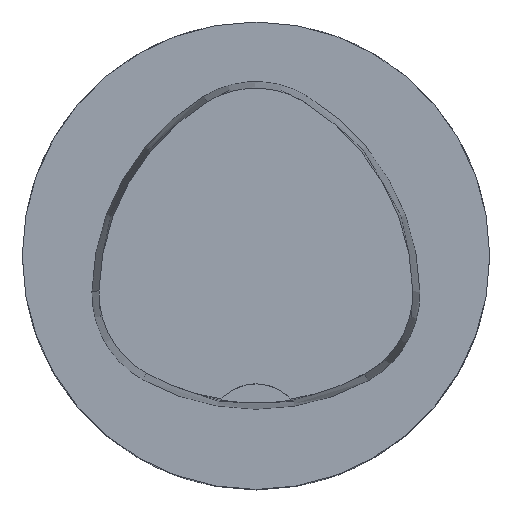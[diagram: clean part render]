
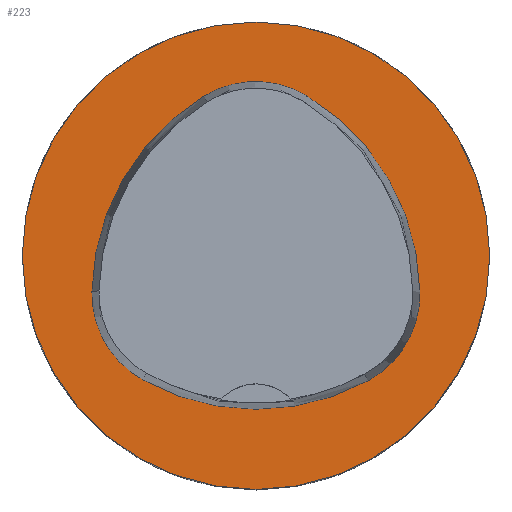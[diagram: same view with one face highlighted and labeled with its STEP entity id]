
A CAD part, top view. The second image highlights one B-rep face of the part: STEP entity #223.
In plain terms, the highlighted planar face has unit normal (0, 0, 1).
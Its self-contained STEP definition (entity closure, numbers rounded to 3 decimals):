
#223=ADVANCED_FACE('',(#267,#268),#247,.T.);
#247=PLANE('',#595);
#267=FACE_BOUND('',#286,.T.);
#268=FACE_BOUND('',#287,.T.);
#286=EDGE_LOOP('',(#353,#354,#355,#356,#357,#358));
#287=EDGE_LOOP('',(#359));
#353=ORIENTED_EDGE('',*,*,#506,.T.);
#354=ORIENTED_EDGE('',*,*,#486,.T.);
#355=ORIENTED_EDGE('',*,*,#490,.T.);
#356=ORIENTED_EDGE('',*,*,#493,.T.);
#357=ORIENTED_EDGE('',*,*,#496,.T.);
#358=ORIENTED_EDGE('',*,*,#504,.T.);
#359=ORIENTED_EDGE('',*,*,#509,.F.);
#443=VERTEX_POINT('',#786);
#444=VERTEX_POINT('',#787);
#447=VERTEX_POINT('',#795);
#449=VERTEX_POINT('',#801);
#451=VERTEX_POINT('',#807);
#458=VERTEX_POINT('',#828);
#459=VERTEX_POINT('',#838);
#486=EDGE_CURVE('',#443,#444,#549,.T.);
#490=EDGE_CURVE('',#444,#447,#551,.T.);
#493=EDGE_CURVE('',#447,#449,#553,.T.);
#496=EDGE_CURVE('',#449,#451,#555,.T.);
#504=EDGE_CURVE('',#451,#458,#559,.T.);
#506=EDGE_CURVE('',#458,#443,#561,.T.);
#509=EDGE_CURVE('',#459,#459,#564,.T.);
#549=CIRCLE('',#572,20.0);
#551=CIRCLE('',#575,8.5);
#553=CIRCLE('',#578,20.0);
#555=CIRCLE('',#581,8.5);
#559=CIRCLE('',#586,20.0);
#561=CIRCLE('',#589,8.5);
#564=CIRCLE('',#594,20.0);
#572=AXIS2_PLACEMENT_3D('',#785,#636,#637);
#575=AXIS2_PLACEMENT_3D('',#794,#644,#645);
#578=AXIS2_PLACEMENT_3D('',#800,#651,#652);
#581=AXIS2_PLACEMENT_3D('',#806,#658,#659);
#586=AXIS2_PLACEMENT_3D('',#829,#670,#671);
#589=AXIS2_PLACEMENT_3D('',#832,#676,#677);
#594=AXIS2_PLACEMENT_3D('',#837,#686,#687);
#595=AXIS2_PLACEMENT_3D('',#839,#688,#689);
#636=DIRECTION('',(0.0,0.0,-1.0));
#637=DIRECTION('',(-1.0,0.0,0.0));
#644=DIRECTION('',(0.0,0.0,-1.0));
#645=DIRECTION('',(-1.0,0.0,0.0));
#651=DIRECTION('',(0.0,0.0,-1.0));
#652=DIRECTION('',(-1.0,0.0,0.0));
#658=DIRECTION('',(0.0,0.0,-1.0));
#659=DIRECTION('',(-1.0,0.0,0.0));
#670=DIRECTION('',(0.0,0.0,-1.0));
#671=DIRECTION('',(-1.0,0.0,0.0));
#676=DIRECTION('',(0.0,0.0,-1.0));
#677=DIRECTION('',(-1.0,0.0,0.0));
#686=DIRECTION('',(0.0,0.0,-1.0));
#687=DIRECTION('',(-1.0,0.0,0.0));
#688=DIRECTION('',(0.0,0.0,1.0));
#689=DIRECTION('',(-1.0,0.0,0.0));
#785=CARTESIAN_POINT('',(5.955,-3.414,0.0));
#786=CARTESIAN_POINT('',(-14.041,-3.042,0.0));
#787=CARTESIAN_POINT('',(-4.472,13.653,0.0));
#794=CARTESIAN_POINT('',(-0.04,6.4,0.0));
#795=CARTESIAN_POINT('',(4.347,13.68,0.0));
#800=CARTESIAN_POINT('',(-5.976,-3.45,0.0));
#801=CARTESIAN_POINT('',(14.021,-3.075,0.0));
#806=CARTESIAN_POINT('',(5.522,-3.235,0.0));
#807=CARTESIAN_POINT('',(9.588,-10.699,0.0));
#828=CARTESIAN_POINT('',(-9.655,-10.639,0.0));
#829=CARTESIAN_POINT('',(0.022,6.864,0.0));
#832=CARTESIAN_POINT('',(-5.543,-3.2,0.0));
#837=CARTESIAN_POINT('',(0.0,0.0,0.0));
#838=CARTESIAN_POINT('',(-20.0,0.0,0.0));
#839=CARTESIAN_POINT('',(0.0,0.0,0.0));
